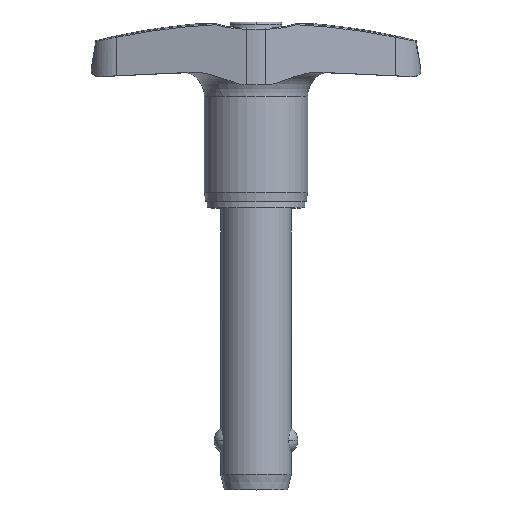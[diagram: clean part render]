
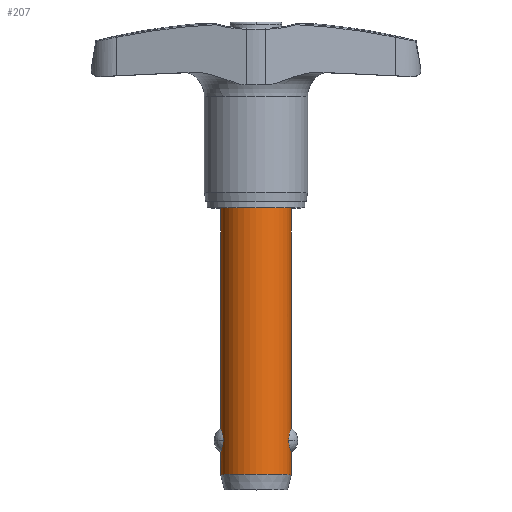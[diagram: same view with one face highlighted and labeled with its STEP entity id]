
A CAD part, top view. The second image highlights one B-rep face of the part: STEP entity #207.
In plain terms, the highlighted cylindrical face has radius 8 mm (diameter 16 mm), a partial arc.
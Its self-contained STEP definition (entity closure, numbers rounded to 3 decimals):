
#207=ADVANCED_FACE('',(#472),#473,.T.);
#472=FACE_OUTER_BOUND('',#794,.T.);
#473=CYLINDRICAL_SURFACE('',#795,8.0);
#794=EDGE_LOOP('',(#1456,#1457,#1458,#1459,#1460,#1461,#1462,#1463,#1464,#1465));
#795=AXIS2_PLACEMENT_3D('',#1466,#1467,#1468);
#1456=ORIENTED_EDGE('',*,*,#2241,.T.);
#1457=ORIENTED_EDGE('',*,*,#2264,.T.);
#1458=ORIENTED_EDGE('',*,*,#2257,.T.);
#1459=ORIENTED_EDGE('',*,*,#2248,.T.);
#1460=ORIENTED_EDGE('',*,*,#2270,.F.);
#1461=ORIENTED_EDGE('',*,*,#2246,.T.);
#1462=ORIENTED_EDGE('',*,*,#2260,.T.);
#1463=ORIENTED_EDGE('',*,*,#2262,.T.);
#1464=ORIENTED_EDGE('',*,*,#2243,.T.);
#1465=ORIENTED_EDGE('',*,*,#2268,.T.);
#1466=CARTESIAN_POINT('',(0.0,-30.25,0.0));
#1467=DIRECTION('',(-0.0,1.0,0.0));
#1468=DIRECTION('',(1.0,0.0,0.0));
#2241=EDGE_CURVE('',#2753,#2754,#2755,.T.);
#2243=EDGE_CURVE('',#2758,#2756,#2759,.T.);
#2246=EDGE_CURVE('',#2764,#2762,#2765,.T.);
#2248=EDGE_CURVE('',#2768,#2766,#2769,.T.);
#2257=EDGE_CURVE('',#2780,#2768,#2782,.T.);
#2260=EDGE_CURVE('',#2762,#2784,#2786,.T.);
#2262=EDGE_CURVE('',#2784,#2758,#2788,.T.);
#2264=EDGE_CURVE('',#2754,#2780,#2790,.T.);
#2268=EDGE_CURVE('',#2756,#2753,#2794,.T.);
#2270=EDGE_CURVE('',#2764,#2766,#2796,.T.);
#2753=VERTEX_POINT('',#3898);
#2754=VERTEX_POINT('',#3899);
#2755=LINE('',#3900,#3901);
#2756=VERTEX_POINT('',#3902);
#2758=VERTEX_POINT('',#3904);
#2759=LINE('',#3905,#3906);
#2762=VERTEX_POINT('',#3926);
#2764=VERTEX_POINT('',#3945);
#2765=LINE('',#3946,#3947);
#2766=VERTEX_POINT('',#3948);
#2768=VERTEX_POINT('',#3950);
#2769=LINE('',#3951,#3952);
#2780=VERTEX_POINT('',#3999);
#2782=B_SPLINE_CURVE_WITH_KNOTS('',3,(#4001,#4002,#4003,#4004,#4005,#4006,#4007,#4008,#4009,#4010,#4011,#4012,#4013,#4014,#4015,#4016,#4017,#4018),.UNSPECIFIED.,.F.,.F.,(4,2,2,2,2,2,2,2,4),(8.748,9.218,9.688,10.158,10.629,11.088,11.547,12.334,13.121),.UNSPECIFIED.);
#2784=VERTEX_POINT('',#4020);
#2786=B_SPLINE_CURVE_WITH_KNOTS('',3,(#4022,#4023,#4024,#4025,#4026,#4027,#4028,#4029,#4030,#4031,#4032,#4033,#4034,#4035,#4036,#4037,#4038,#4039),.UNSPECIFIED.,.F.,.F.,(4,2,2,2,2,2,2,2,4),(13.121,13.909,14.696,15.155,15.614,16.084,16.554,17.025,17.495),.UNSPECIFIED.);
#2788=B_SPLINE_CURVE_WITH_KNOTS('',3,(#4041,#4042,#4043,#4044,#4045,#4046,#4047,#4048,#4049,#4050,#4051,#4052,#4053,#4054,#4055,#4056,#4057,#4058),.UNSPECIFIED.,.F.,.F.,(4,2,2,2,2,2,2,2,4),(0.0,0.47,0.941,1.411,1.881,2.34,2.799,3.586,4.374),.UNSPECIFIED.);
#2790=B_SPLINE_CURVE_WITH_KNOTS('',3,(#4060,#4061,#4062,#4063,#4064,#4065,#4066,#4067,#4068,#4069,#4070,#4071,#4072,#4073,#4074,#4075,#4076,#4077),.UNSPECIFIED.,.F.,.F.,(4,2,2,2,2,2,2,2,4),(4.374,5.161,5.948,6.407,6.866,7.337,7.807,8.277,8.748),.UNSPECIFIED.);
#2794=CIRCLE('',#4081,8.0);
#2796=CIRCLE('',#4083,8.0);
#3898=CARTESIAN_POINT('',(8.0,-60.5,0.0));
#3899=CARTESIAN_POINT('',(8.0,-55.477,0.));
#3900=CARTESIAN_POINT('',(8.0,-30.25,0.));
#3901=VECTOR('',#4889,1.0);
#3902=CARTESIAN_POINT('',(-8.0,-60.5,0.));
#3904=CARTESIAN_POINT('',(-8.0,-55.477,0.));
#3905=CARTESIAN_POINT('',(-8.0,-30.25,0.));
#3906=VECTOR('',#4893,1.0);
#3926=CARTESIAN_POINT('',(-8.0,-50.0,0.));
#3945=CARTESIAN_POINT('',(-8.0,0.,0.));
#3946=CARTESIAN_POINT('',(-8.0,-30.25,0.));
#3947=VECTOR('',#4894,1.0);
#3948=CARTESIAN_POINT('',(8.0,0.0,0.0));
#3950=CARTESIAN_POINT('',(8.0,-50.0,0.));
#3951=CARTESIAN_POINT('',(8.0,-30.25,0.));
#3952=VECTOR('',#4898,1.0);
#3999=CARTESIAN_POINT('',(7.4,-52.739,3.04));
#4001=CARTESIAN_POINT('',(7.4,-52.739,3.04));
#4002=CARTESIAN_POINT('',(7.4,-52.582,3.04));
#4003=CARTESIAN_POINT('',(7.406,-52.42,3.025));
#4004=CARTESIAN_POINT('',(7.431,-52.099,2.964));
#4005=CARTESIAN_POINT('',(7.449,-51.939,2.918));
#4006=CARTESIAN_POINT('',(7.496,-51.632,2.795));
#4007=CARTESIAN_POINT('',(7.524,-51.485,2.719));
#4008=CARTESIAN_POINT('',(7.585,-51.212,2.545));
#4009=CARTESIAN_POINT('',(7.618,-51.086,2.446));
#4010=CARTESIAN_POINT('',(7.681,-50.863,2.241));
#4011=CARTESIAN_POINT('',(7.715,-50.751,2.12));
#4012=CARTESIAN_POINT('',(7.782,-50.552,1.86));
#4013=CARTESIAN_POINT('',(7.814,-50.463,1.721));
#4014=CARTESIAN_POINT('',(7.887,-50.269,1.361));
#4015=CARTESIAN_POINT('',(7.929,-50.166,1.097));
#4016=CARTESIAN_POINT('',(7.986,-50.031,0.547));
#4017=CARTESIAN_POINT('',(8.0,-50.0,0.262));
#4018=CARTESIAN_POINT('',(8.0,-50.0,0.));
#4020=CARTESIAN_POINT('',(-7.4,-52.739,3.04));
#4022=CARTESIAN_POINT('',(-8.0,-50.0,0.));
#4023=CARTESIAN_POINT('',(-8.0,-50.0,0.262));
#4024=CARTESIAN_POINT('',(-7.986,-50.031,0.547));
#4025=CARTESIAN_POINT('',(-7.929,-50.166,1.097));
#4026=CARTESIAN_POINT('',(-7.887,-50.269,1.361));
#4027=CARTESIAN_POINT('',(-7.814,-50.463,1.721));
#4028=CARTESIAN_POINT('',(-7.782,-50.552,1.86));
#4029=CARTESIAN_POINT('',(-7.715,-50.751,2.12));
#4030=CARTESIAN_POINT('',(-7.681,-50.863,2.241));
#4031=CARTESIAN_POINT('',(-7.618,-51.086,2.446));
#4032=CARTESIAN_POINT('',(-7.585,-51.212,2.545));
#4033=CARTESIAN_POINT('',(-7.524,-51.485,2.719));
#4034=CARTESIAN_POINT('',(-7.496,-51.632,2.795));
#4035=CARTESIAN_POINT('',(-7.449,-51.939,2.918));
#4036=CARTESIAN_POINT('',(-7.431,-52.099,2.964));
#4037=CARTESIAN_POINT('',(-7.406,-52.42,3.025));
#4038=CARTESIAN_POINT('',(-7.4,-52.582,3.04));
#4039=CARTESIAN_POINT('',(-7.4,-52.739,3.04));
#4041=CARTESIAN_POINT('',(-7.4,-52.739,3.04));
#4042=CARTESIAN_POINT('',(-7.4,-52.895,3.04));
#4043=CARTESIAN_POINT('',(-7.406,-53.057,3.025));
#4044=CARTESIAN_POINT('',(-7.431,-53.379,2.964));
#4045=CARTESIAN_POINT('',(-7.449,-53.538,2.918));
#4046=CARTESIAN_POINT('',(-7.496,-53.845,2.795));
#4047=CARTESIAN_POINT('',(-7.524,-53.992,2.719));
#4048=CARTESIAN_POINT('',(-7.585,-54.265,2.545));
#4049=CARTESIAN_POINT('',(-7.618,-54.391,2.446));
#4050=CARTESIAN_POINT('',(-7.681,-54.614,2.241));
#4051=CARTESIAN_POINT('',(-7.715,-54.726,2.12));
#4052=CARTESIAN_POINT('',(-7.782,-54.926,1.86));
#4053=CARTESIAN_POINT('',(-7.814,-55.014,1.721));
#4054=CARTESIAN_POINT('',(-7.887,-55.208,1.361));
#4055=CARTESIAN_POINT('',(-7.929,-55.312,1.097));
#4056=CARTESIAN_POINT('',(-7.986,-55.446,0.547));
#4057=CARTESIAN_POINT('',(-8.0,-55.477,0.262));
#4058=CARTESIAN_POINT('',(-8.0,-55.477,0.));
#4060=CARTESIAN_POINT('',(8.0,-55.477,0.));
#4061=CARTESIAN_POINT('',(8.0,-55.477,0.262));
#4062=CARTESIAN_POINT('',(7.986,-55.446,0.547));
#4063=CARTESIAN_POINT('',(7.929,-55.312,1.097));
#4064=CARTESIAN_POINT('',(7.887,-55.208,1.361));
#4065=CARTESIAN_POINT('',(7.814,-55.014,1.721));
#4066=CARTESIAN_POINT('',(7.782,-54.926,1.86));
#4067=CARTESIAN_POINT('',(7.715,-54.726,2.12));
#4068=CARTESIAN_POINT('',(7.681,-54.614,2.241));
#4069=CARTESIAN_POINT('',(7.618,-54.391,2.446));
#4070=CARTESIAN_POINT('',(7.585,-54.265,2.545));
#4071=CARTESIAN_POINT('',(7.524,-53.992,2.719));
#4072=CARTESIAN_POINT('',(7.496,-53.845,2.795));
#4073=CARTESIAN_POINT('',(7.449,-53.538,2.918));
#4074=CARTESIAN_POINT('',(7.431,-53.379,2.964));
#4075=CARTESIAN_POINT('',(7.406,-53.057,3.025));
#4076=CARTESIAN_POINT('',(7.4,-52.895,3.04));
#4077=CARTESIAN_POINT('',(7.4,-52.739,3.04));
#4081=AXIS2_PLACEMENT_3D('',#4913,#4914,#4915);
#4083=AXIS2_PLACEMENT_3D('',#4916,#4917,#4918);
#4889=DIRECTION('',(0.0,1.0,0.0));
#4893=DIRECTION('',(-0.0,-1.0,-0.0));
#4894=DIRECTION('',(-0.0,-1.0,-0.0));
#4898=DIRECTION('',(0.0,1.0,0.0));
#4913=CARTESIAN_POINT('',(0.0,-60.5,0.0));
#4914=DIRECTION('',(-0.0,1.0,0.0));
#4915=DIRECTION('',(1.0,0.0,0.0));
#4916=CARTESIAN_POINT('',(0.0,0.0,0.0));
#4917=DIRECTION('',(-0.0,1.0,0.));
#4918=DIRECTION('',(1.0,0.0,0.0));
